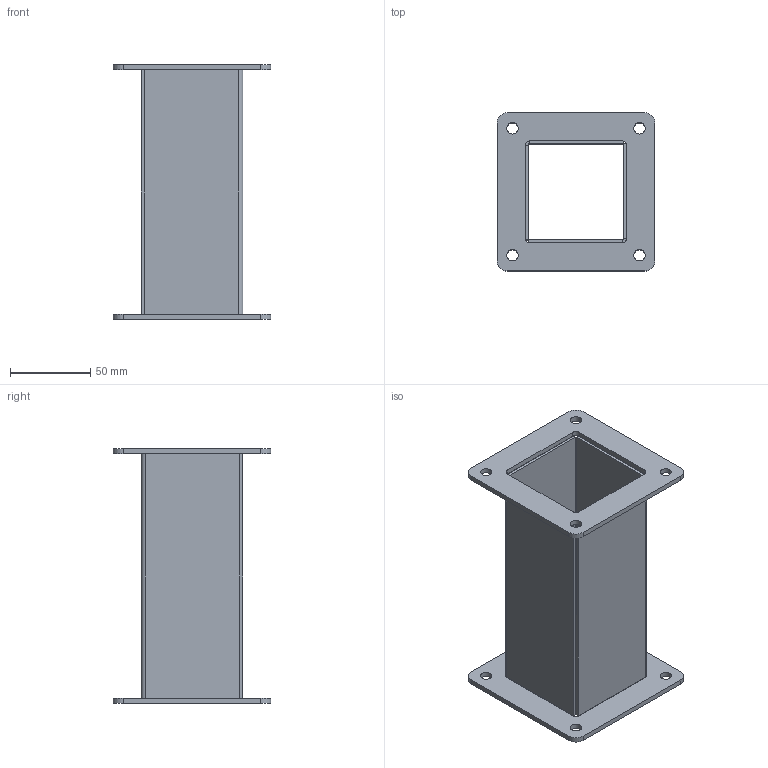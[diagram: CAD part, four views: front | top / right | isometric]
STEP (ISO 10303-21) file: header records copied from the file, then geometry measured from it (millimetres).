
FILE_DESCRIPTION(/* description */ ('JWN, BKP,CS, 2.5X2.5X6'),/* implementation_level */ '2;1');
FILE_NAME(/* name */ 'JWN226.stp',/* time_stamp */ '2017-03-08T10:01:35+06:00',/* author */ ('mgunasekar'),/* organization */ (''),/* preprocessor_version */ 'ST-DEVELOPER v16.1',/* originating_system */ 'Autodesk Inventor 2016',/* authorisation */ '');
FILE_SCHEMA (('AUTOMOTIVE_DESIGN { 1 0 10303 214 3 1 1 }'));
Length unit declared in the file: inch
Products named in the file (3): JWN226BKP; JW2_RING; JWN226
Assembly tree (4 placements, depth 2):
  JWN226
    JWN226BKP  x2
    JW2_RING  x2
Bounding box: 98.42 x 98.42 x 158.75 mm (x, y, z)
Volume: 103829.6 mm3; surface area: 102035.8 mm2
Topology: 4 solids, 4 shells, 72 faces, 176 edges, 112 vertices
Faces by surface type: plane 44, cylinder 28
Full cylindrical faces by diameter (mm): 7.144 x8
Entity records: 1182 total; most frequent: DIRECTION 198, CARTESIAN_POINT 183, ORIENTED_EDGE 168, EDGE_CURVE 84, AXIS2_PLACEMENT_3D 71, LINE 56, VECTOR 56, VERTEX_POINT 56
